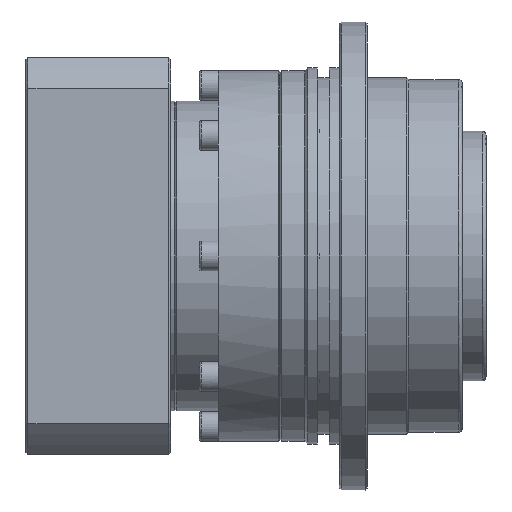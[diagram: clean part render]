
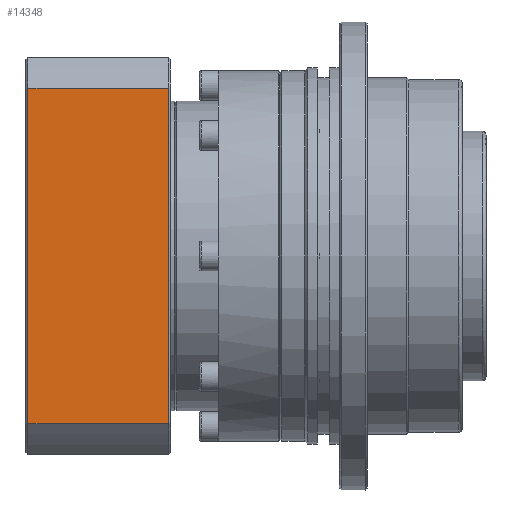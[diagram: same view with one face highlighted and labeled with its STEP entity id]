
A CAD part, front view. The second image highlights one B-rep face of the part: STEP entity #14348.
In plain terms, the highlighted planar face has unit normal (0, -1, 0).
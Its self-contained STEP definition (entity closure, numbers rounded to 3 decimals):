
#25 = DIRECTION ( 'NONE',  ( 0., -1., 0. ) ) ;
#171 = CARTESIAN_POINT ( 'NONE',  ( -42.236, -50., 0. ) ) ;
#434 = ORIENTED_EDGE ( 'NONE', *, *, #17581, .T. ) ;
#651 = VECTOR ( 'NONE', #16079, 1000. ) ;
#2417 = ORIENTED_EDGE ( 'NONE', *, *, #12792, .T. ) ;
#2559 = VERTEX_POINT ( 'NONE', #19136 ) ;
#2772 = FACE_OUTER_BOUND ( 'NONE', #10405, .T. ) ;
#5005 = AXIS2_PLACEMENT_3D ( 'NONE', #10561, #25, #12386 ) ;
#5236 = LINE ( 'NONE', #171, #651 ) ;
#5343 = CARTESIAN_POINT ( 'NONE',  ( -50., -50., 39.5 ) ) ;
#5935 = ORIENTED_EDGE ( 'NONE', *, *, #6628, .T. ) ;
#6125 = VERTEX_POINT ( 'NONE', #9825 ) ;
#6415 = LINE ( 'NONE', #21786, #20265 ) ;
#6628 = EDGE_CURVE ( 'NONE', #2559, #16777, #15892, .T. ) ;
#6852 = PLANE ( 'NONE',  #5005 ) ;
#7093 = DIRECTION ( 'NONE',  ( -1., 0., 0. ) ) ;
#9622 = CARTESIAN_POINT ( 'NONE',  ( 42.236, -50., 0. ) ) ;
#9825 = CARTESIAN_POINT ( 'NONE',  ( 42.236, -50., 4. ) ) ;
#10405 = EDGE_LOOP ( 'NONE', ( #5935, #2417, #15023, #434 ) ) ;
#10561 = CARTESIAN_POINT ( 'NONE',  ( -50., -50., 0. ) ) ;
#11022 = DIRECTION ( 'NONE',  ( -1., 0., 0. ) ) ;
#11581 = EDGE_CURVE ( 'NONE', #6125, #14014, #6415, .T. ) ;
#12386 = DIRECTION ( 'NONE',  ( 1., 0., 0. ) ) ;
#12718 = CARTESIAN_POINT ( 'NONE',  ( -42.236, -50., 4. ) ) ;
#12792 = EDGE_CURVE ( 'NONE', #16777, #14014, #5236, .T. ) ;
#14014 = VERTEX_POINT ( 'NONE', #12718 ) ;
#14348 = ADVANCED_FACE ( 'NONE', ( #2772 ), #6852, .T. ) ;
#14460 = CARTESIAN_POINT ( 'NONE',  ( -42.236, -50., 39.5 ) ) ;
#15023 = ORIENTED_EDGE ( 'NONE', *, *, #11581, .F. ) ;
#15892 = LINE ( 'NONE', #5343, #16477 ) ;
#16079 = DIRECTION ( 'NONE',  ( 0., 0., -1. ) ) ;
#16477 = VECTOR ( 'NONE', #7093, 1000. ) ;
#16777 = VERTEX_POINT ( 'NONE', #14460 ) ;
#17581 = EDGE_CURVE ( 'NONE', #6125, #2559, #22541, .T. ) ;
#17602 = VECTOR ( 'NONE', #20557, 1000. ) ;
#19136 = CARTESIAN_POINT ( 'NONE',  ( 42.236, -50., 39.5 ) ) ;
#20265 = VECTOR ( 'NONE', #11022, 1000. ) ;
#20557 = DIRECTION ( 'NONE',  ( 0., 0., 1. ) ) ;
#21786 = CARTESIAN_POINT ( 'NONE',  ( -25., -50., 4. ) ) ;
#22541 = LINE ( 'NONE', #9622, #17602 ) ;
